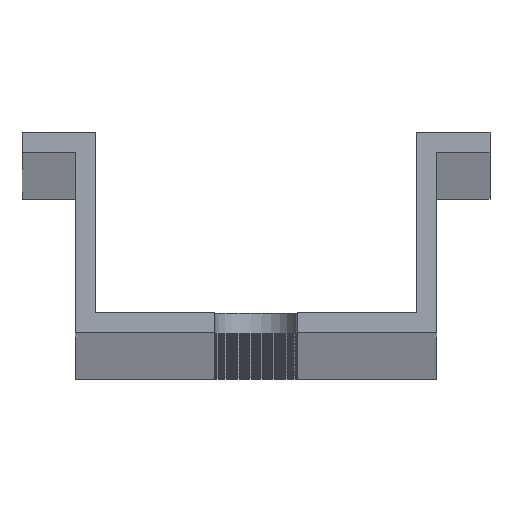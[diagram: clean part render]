
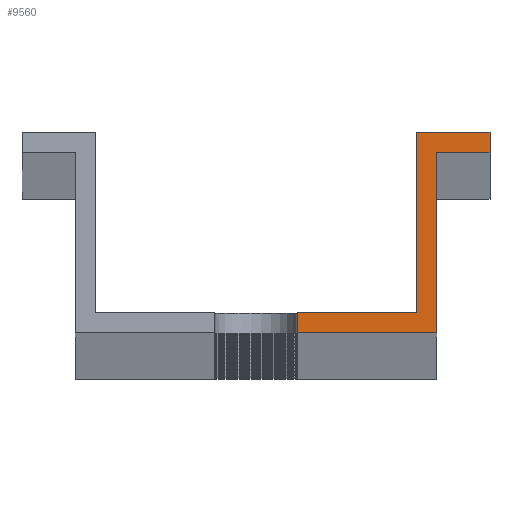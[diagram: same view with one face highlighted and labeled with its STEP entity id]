
A CAD part, top view. The second image highlights one B-rep face of the part: STEP entity #9560.
In plain terms, the highlighted planar face has unit normal (0, 0, 1).
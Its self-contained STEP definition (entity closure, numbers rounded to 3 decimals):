
#2810=CARTESIAN_POINT('',(63.117,61.634,2000.));
#2820=VERTEX_POINT('',#2810);
#2850=CARTESIAN_POINT('',(63.117,0.,2000.));
#2860=DIRECTION('',(0.,1.,0.));
#2870=VECTOR('',#2860,1.);
#2880=LINE('',#2850,#2870);
#2890=CARTESIAN_POINT('',(63.117,48.134,2000.));
#2900=VERTEX_POINT('',#2890);
#2910=EDGE_CURVE('',#2900,#2820,#2880,.T.);
#4590=CARTESIAN_POINT('',(68.617,60.134,2000.));
#4600=VERTEX_POINT('',#4590);
#4630=CARTESIAN_POINT('',(68.617,0.,2000.));
#4640=DIRECTION('',(0.,-1.,0.));
#4650=VECTOR('',#4640,1.);
#4660=LINE('',#4630,#4650);
#4670=CARTESIAN_POINT('',(68.617,61.634,2000.));
#4680=VERTEX_POINT('',#4670);
#4690=EDGE_CURVE('',#4680,#4600,#4660,.T.);
#5800=CARTESIAN_POINT('',(64.617,46.634,2000.));
#5810=VERTEX_POINT('',#5800);
#5840=CARTESIAN_POINT('',(64.617,0.,2000.));
#5850=DIRECTION('',(0.,-1.,0.));
#5860=VECTOR('',#5850,1.);
#5870=LINE('',#5840,#5860);
#5880=CARTESIAN_POINT('',(64.617,60.134,2000.));
#5890=VERTEX_POINT('',#5880);
#5900=EDGE_CURVE('',#5890,#5810,#5870,.T.);
#6140=CARTESIAN_POINT('',(0.,60.134,2000.));
#6150=DIRECTION('',(-1.,0.,0.));
#6160=VECTOR('',#6150,1.);
#6170=LINE('',#6140,#6160);
#6180=EDGE_CURVE('',#4600,#5890,#6170,.T.);
#9060=CARTESIAN_POINT('',(0.,61.634,2000.));
#9070=DIRECTION('',(1.,0.,0.));
#9080=VECTOR('',#9070,1.);
#9090=LINE('',#9060,#9080);
#9100=EDGE_CURVE('',#2820,#4680,#9090,.T.);
#9220=CARTESIAN_POINT('',(134.867,45.134,2000.));
#9230=DIRECTION('',(0.,0.,1.));
#9240=DIRECTION('',(-1.,0.,0.));
#9250=AXIS2_PLACEMENT_3D('',#9220,#9230,#9240);
#9260=PLANE('',#9250);
#9270=CARTESIAN_POINT('',(54.217,0.,2000.));
#9280=DIRECTION('',(0.,-1.,0.));
#9290=VECTOR('',#9280,1.);
#9300=LINE('',#9270,#9290);
#9310=CARTESIAN_POINT('',(54.217,48.134,2000.));
#9320=VERTEX_POINT('',#9310);
#9330=CARTESIAN_POINT('',(54.217,46.634,2000.));
#9340=VERTEX_POINT('',#9330);
#9350=EDGE_CURVE('',#9320,#9340,#9300,.T.);
#9360=ORIENTED_EDGE('',*,*,#9350,.T.);
#9370=CARTESIAN_POINT('',(0.,48.134,2000.));
#9380=DIRECTION('',(1.,-0.,-0.));
#9390=VECTOR('',#9380,1.);
#9400=LINE('',#9370,#9390);
#9410=EDGE_CURVE('',#9320,#2900,#9400,.T.);
#9420=ORIENTED_EDGE('',*,*,#9410,.F.);
#9430=ORIENTED_EDGE('',*,*,#2910,.F.);
#9440=ORIENTED_EDGE('',*,*,#9100,.F.);
#9450=ORIENTED_EDGE('',*,*,#4690,.F.);
#9460=ORIENTED_EDGE('',*,*,#6180,.F.);
#9470=ORIENTED_EDGE('',*,*,#5900,.F.);
#9480=CARTESIAN_POINT('',(0.,46.634,2000.));
#9490=DIRECTION('',(1.,0.,-0.));
#9500=VECTOR('',#9490,1.);
#9510=LINE('',#9480,#9500);
#9520=EDGE_CURVE('',#9340,#5810,#9510,.T.);
#9530=ORIENTED_EDGE('',*,*,#9520,.T.);
#9540=EDGE_LOOP('',(#9530,#9470,#9460,#9450,#9440,#9430,#9420,#9360));
#9550=FACE_OUTER_BOUND('',#9540,.T.);
#9560=ADVANCED_FACE('',(#9550),#9260,.T.);
